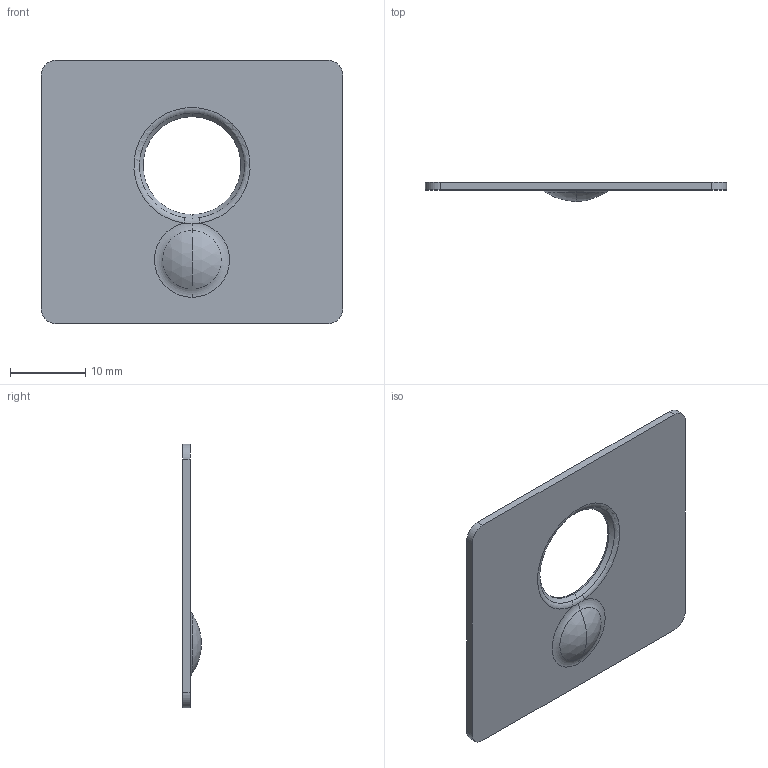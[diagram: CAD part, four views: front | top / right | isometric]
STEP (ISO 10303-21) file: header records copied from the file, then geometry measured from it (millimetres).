
FILE_DESCRIPTION (( 'STEP AP203' ), '1' );
FILE_NAME ('Heater_Block_Plate.STEP', '2023-04-26T11:15:00', ( '' ), ( '' ), 'SwSTEP 2.0', 'SolidWorks 2018', '' );
FILE_SCHEMA (( 'CONFIG_CONTROL_DESIGN' ));
Length unit declared in the file: millimetre
Products named in the file (1): Heater_Block_Plate
Bounding box: 40 x 2.5 x 35 mm (x, y, z)
Volume: 1255 mm3; surface area: 2706.3 mm2
Topology: 1 solids, 1 shells, 26 faces, 62 edges, 39 vertices
Faces by surface type: cylinder 6, plane 6, torus 5, cone 4, sphere 4, bspline 1
Entity records: 865 total; most frequent: CARTESIAN_POINT 163, DIRECTION 143, ORIENTED_EDGE 124, EDGE_CURVE 62, AXIS2_PLACEMENT_3D 61, VERTEX_POINT 39, CIRCLE 35, EDGE_LOOP 29
